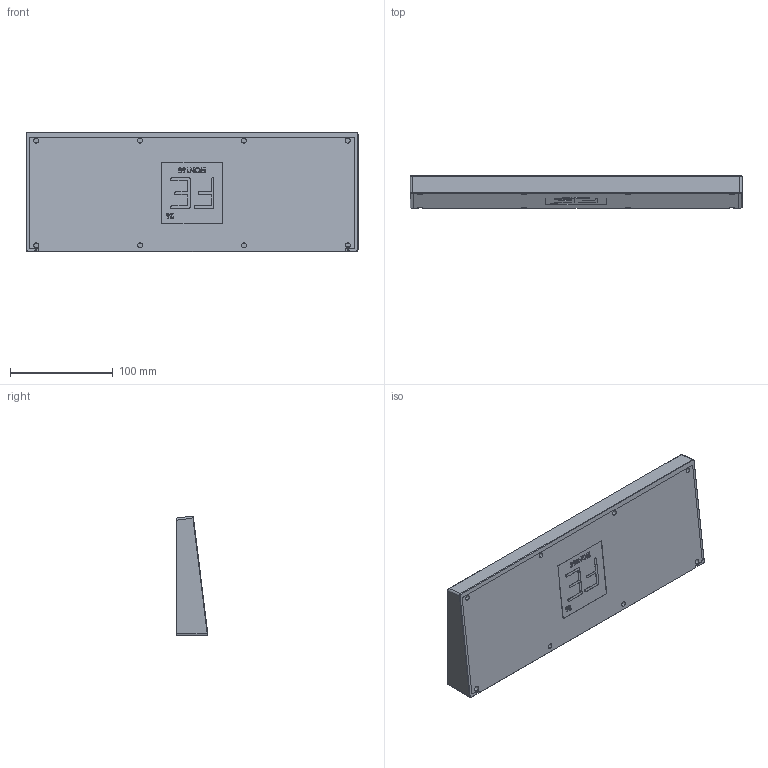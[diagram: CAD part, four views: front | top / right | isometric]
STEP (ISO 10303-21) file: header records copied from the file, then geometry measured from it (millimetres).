
FILE_DESCRIPTION (( 'STEP AP214' ), '1' );
FILE_NAME ('Assem2.STEP', '2019-09-29T02:38:40', ( '' ), ( '' ), 'SwSTEP 2.0', 'SolidWorks 2018', '' );
FILE_SCHEMA (( 'AUTOMOTIVE_DESIGN' ));
Length unit declared in the file: inch
Products named in the file (1): Assem2
Bounding box: 323.53 x 31.03 x 116.69 mm (x, y, z)
Surface area: 139012.1 mm2 (no closed solid volume)
Topology: 0 solids, 11 shells, 661 faces, 2356 edges, 1667 vertices
Faces by surface type: plane 457, bspline 99, cylinder 90, cone 15
Entity records: 35920 total; most frequent: CARTESIAN_POINT 8555, ORIENTED_EDGE 3739, DIRECTION 3295, EDGE_CURVE 2356, VERTEX_POINT 1667, LINE 1653, VECTOR 1653, AXIS2_PLACEMENT_3D 821
